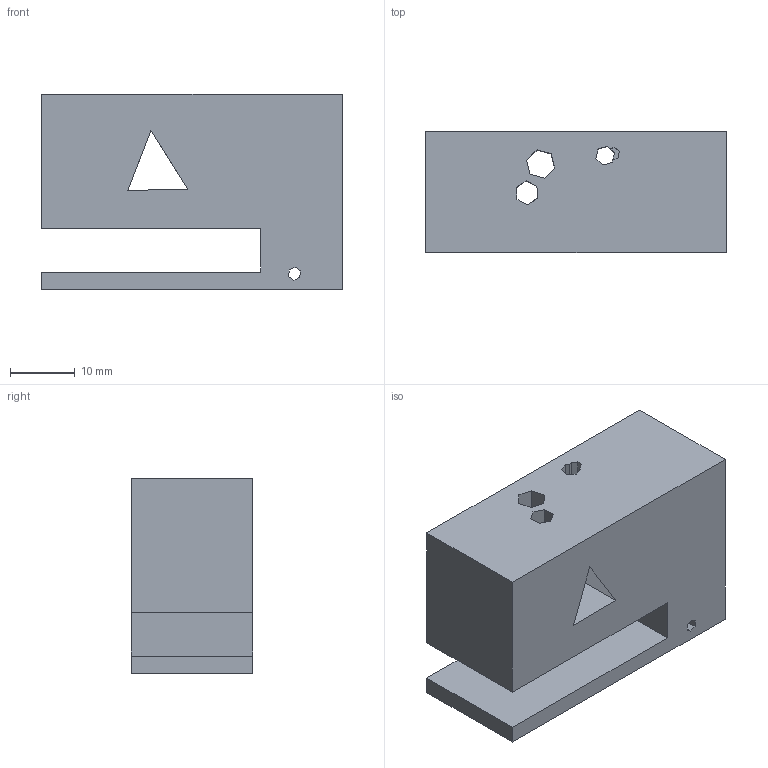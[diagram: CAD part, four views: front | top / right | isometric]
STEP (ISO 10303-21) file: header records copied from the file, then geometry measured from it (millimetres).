
FILE_DESCRIPTION(('Open CASCADE Model'),'2;1');
FILE_NAME('Open CASCADE Shape Model','2021-05-11T13:36:35',('Author'),( 'Open CASCADE'),'Open CASCADE STEP processor 7.4','Open CASCADE 7.4' ,'Unknown');
FILE_SCHEMA(('AUTOMOTIVE_DESIGN { 1 0 10303 214 1 1 1 1 }'));
Length unit declared in the file: millimetre
Products named in the file (1): Open CASCADE STEP translator 7.4 23
Bounding box: 46.64 x 18.76 x 30.33 mm (x, y, z)
Volume: 20839.4 mm3; surface area: 7677.9 mm2
Topology: 1 solids, 1 shells, 80 faces, 239 edges, 160 vertices
Faces by surface type: plane 79, cylinder 1
Entity records: 5613 total; most frequent: CARTESIAN_POINT 1168, DIRECTION 684, LINE 517, VECTOR 517, ORIENTED_EDGE 478, PCURVE 478, DEFINITIONAL_REPRESENTATION 478, EDGE_CURVE 239
